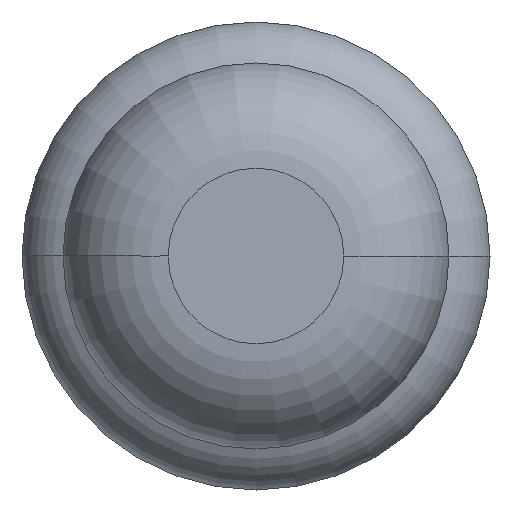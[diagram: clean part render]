
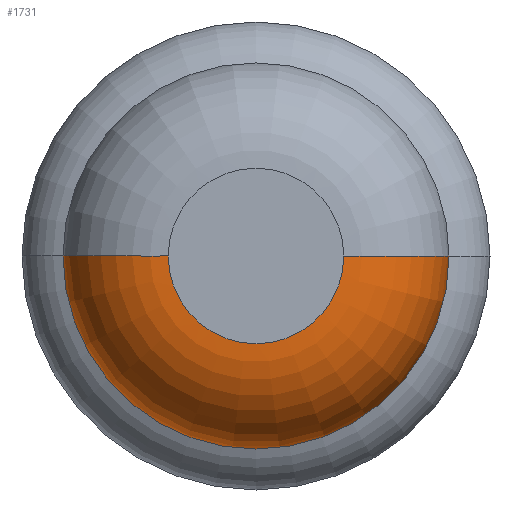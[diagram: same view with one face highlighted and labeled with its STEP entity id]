
A CAD part, front view. The second image highlights one B-rep face of the part: STEP entity #1731.
In plain terms, the highlighted toroidal (fillet/blend) face has major radius 0.375 mm and minor radius 0.45 mm.
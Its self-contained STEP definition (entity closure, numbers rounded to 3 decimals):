
#141 = DIRECTION ( 'NONE',  ( 0., -1., 0. ) ) ;
#350 = AXIS2_PLACEMENT_3D ( 'NONE', #685, #2393, #2061 ) ;
#371 = AXIS2_PLACEMENT_3D ( 'NONE', #2792, #3154, #4177 ) ;
#685 = CARTESIAN_POINT ( 'NONE',  ( 0., -32., 0. ) ) ;
#712 = CIRCLE ( 'NONE', #371, 0.45 ) ;
#821 = EDGE_CURVE ( 'NONE', #2107, #3698, #3797, .T. ) ;
#863 = EDGE_CURVE ( 'Defeature ausgef�hrt1_10+Defeature ausgef�hrt1_11+Defeature ausgef�hrt1_11+Defeature ausgef�hrt1_11', #4157, #3698, #3201, .T. ) ;
#881 = ORIENTED_EDGE ( 'NONE', *, *, #3429, .F. ) ;
#990 = CARTESIAN_POINT ( 'NONE',  ( 0.375, -31.55, 0. ) ) ;
#1330 = FACE_OUTER_BOUND ( 'NONE', #4288, .T. ) ;
#1358 = ORIENTED_EDGE ( 'NONE', *, *, #863, .F. ) ;
#1731 = ADVANCED_FACE ( 'Defeature ausgef�hrt1_11', ( #1330 ), #3090, .T. ) ;
#2017 = DIRECTION ( 'NONE',  ( 0., 0., -1. ) ) ;
#2061 = DIRECTION ( 'NONE',  ( 1., 0., 0. ) ) ;
#2107 = VERTEX_POINT ( 'NONE', #3151 ) ;
#2121 = AXIS2_PLACEMENT_3D ( 'NONE', #2310, #4142, #2719 ) ;
#2298 = ORIENTED_EDGE ( 'NONE', *, *, #2349, .T. ) ;
#2310 = CARTESIAN_POINT ( 'NONE',  ( 0., -31.55, 0. ) ) ;
#2349 = EDGE_CURVE ( 'Defeature ausgef�hrt1_11+Defeature ausgef�hrt1_12+Defeature ausgef�hrt1_12+Defeature ausgef�hrt1_12', #2704, #2107, #3422, .T. ) ;
#2393 = DIRECTION ( 'NONE',  ( 0., -1., 0. ) ) ;
#2424 = CARTESIAN_POINT ( 'NONE',  ( 0.375, -32., 0. ) ) ;
#2458 = CARTESIAN_POINT ( 'NONE',  ( 0., -31.55, 0. ) ) ;
#2695 = CARTESIAN_POINT ( 'NONE',  ( -0.375, -32., 0. ) ) ;
#2704 = VERTEX_POINT ( 'NONE', #2789 ) ;
#2719 = DIRECTION ( 'NONE',  ( 1., 0., 0. ) ) ;
#2789 = CARTESIAN_POINT ( 'NONE',  ( -0.825, -31.55, 0. ) ) ;
#2792 = CARTESIAN_POINT ( 'NONE',  ( -0.375, -31.55, 0. ) ) ;
#3090 = TOROIDAL_SURFACE ( 'NONE', #2121, 0.375, 0.45 ) ;
#3091 = AXIS2_PLACEMENT_3D ( 'NONE', #2458, #141, #3645 ) ;
#3151 = CARTESIAN_POINT ( 'NONE',  ( 0.825, -31.55, 0. ) ) ;
#3154 = DIRECTION ( 'NONE',  ( 0., 0., 1. ) ) ;
#3201 = CIRCLE ( 'NONE', #350, 0.375 ) ;
#3422 = CIRCLE ( 'NONE', #3091, 0.825 ) ;
#3429 = EDGE_CURVE ( 'NONE', #2704, #4157, #712, .T. ) ;
#3593 = AXIS2_PLACEMENT_3D ( 'NONE', #990, #2017, #4521 ) ;
#3645 = DIRECTION ( 'NONE',  ( 1., 0., 0. ) ) ;
#3698 = VERTEX_POINT ( 'NONE', #2424 ) ;
#3797 = CIRCLE ( 'NONE', #3593, 0.45 ) ;
#4085 = ORIENTED_EDGE ( 'NONE', *, *, #821, .T. ) ;
#4142 = DIRECTION ( 'NONE',  ( 0., -1., 0. ) ) ;
#4157 = VERTEX_POINT ( 'NONE', #2695 ) ;
#4177 = DIRECTION ( 'NONE',  ( 1., 0., 0. ) ) ;
#4288 = EDGE_LOOP ( 'NONE', ( #881, #2298, #4085, #1358 ) ) ;
#4521 = DIRECTION ( 'NONE',  ( -1., 0., 0. ) ) ;
